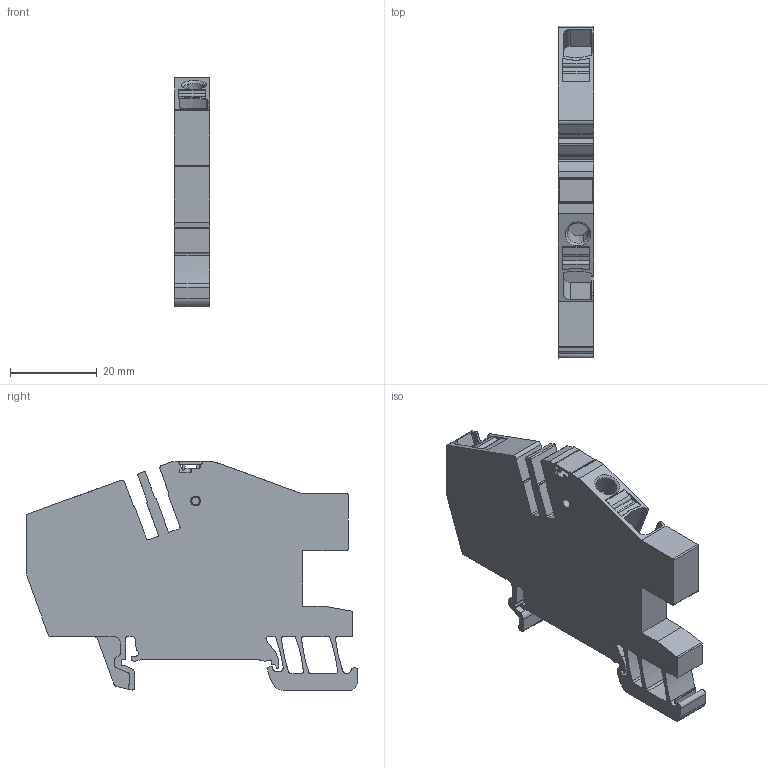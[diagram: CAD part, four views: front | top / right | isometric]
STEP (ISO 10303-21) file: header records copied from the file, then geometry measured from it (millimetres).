
FILE_DESCRIPTION(('CATIA V5 STEP Exchange','CAx-IF Rec.Pracs.--- Model Styling and Organization---1.5--- 2016-08-15','CAx-IF Rec.Pracs.---Supplemental Geometry---1.0---2011-11-01','CAx-IF Rec.Pracs.--- Composite Materials ---1.1---2010-07-15'),'2;1');
FILE_NAME ('1307385-2_1', '2025-09-19T12:24:40+00:00', ('none'), ('Weidmueller'), 'CATIA Version 5-6 Release 2024 SP4', 'CATIA V5 STEP AP214 v3', 'none');
FILE_SCHEMA(('AUTOMOTIVE_DESIGN { 1 0 10303 214 1 1 1 1 }'));
Length unit declared in the file: millimetre
Products named in the file (1): 2782460000_S
Bounding box: 8.1 x 76.57 x 52.88 mm (x, y, z)
Volume: 20245 mm3; surface area: 10176.8 mm2
Topology: 4 solids, 4 shells, 462 faces, 1301 edges, 852 vertices
Faces by surface type: plane 197, cylinder 181, extrusion 61, cone 13, torus 7, sphere 3
Entity records: 15463 total; most frequent: CARTESIAN_POINT 4065, ORIENTED_EDGE 2596, DIRECTION 1885, EDGE_CURVE 1298, VECTOR 894, VERTEX_POINT 852, LINE 833, AXIS2_PLACEMENT_3D 650
